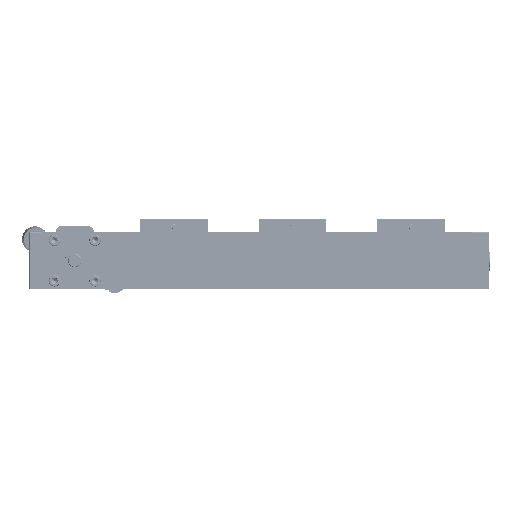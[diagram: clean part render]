
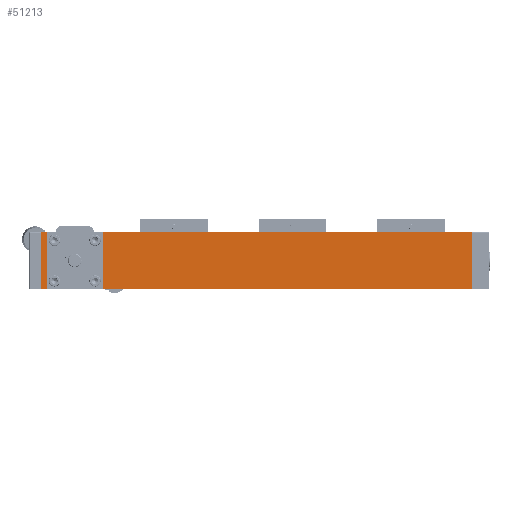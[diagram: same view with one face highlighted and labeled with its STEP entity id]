
A CAD part, left-side view. The second image highlights one B-rep face of the part: STEP entity #51213.
In plain terms, the highlighted planar face has unit normal (-1, 0, 0).
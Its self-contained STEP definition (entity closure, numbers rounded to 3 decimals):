
#898=LINE('',#68379,#4364);
#900=LINE('',#68383,#4366);
#902=LINE('',#68387,#4368);
#904=LINE('',#68391,#4370);
#4364=VECTOR('',#57597,1000.);
#4366=VECTOR('',#57601,1000.);
#4368=VECTOR('',#57605,1000.);
#4370=VECTOR('',#57609,1000.);
#9092=ORIENTED_EDGE('',*,*,#19419,.T.);
#9093=ORIENTED_EDGE('',*,*,#19658,.T.);
#9094=ORIENTED_EDGE('',*,*,#19657,.T.);
#9095=ORIENTED_EDGE('',*,*,#19656,.T.);
#9096=ORIENTED_EDGE('',*,*,#19655,.T.);
#9097=ORIENTED_EDGE('',*,*,#19654,.F.);
#9098=ORIENTED_EDGE('',*,*,#19652,.F.);
#9099=ORIENTED_EDGE('',*,*,#19650,.T.);
#9100=ORIENTED_EDGE('',*,*,#19648,.T.);
#19419=EDGE_CURVE('',#24819,#24819,#28505,.T.);
#19648=EDGE_CURVE('',#24992,#24991,#898,.T.);
#19650=EDGE_CURVE('',#24993,#24992,#900,.T.);
#19652=EDGE_CURVE('',#24993,#24994,#902,.T.);
#19654=EDGE_CURVE('',#24994,#24991,#904,.T.);
#19655=EDGE_CURVE('',#24995,#24995,#28561,.T.);
#19656=EDGE_CURVE('',#24996,#24996,#28562,.T.);
#19657=EDGE_CURVE('',#24997,#24997,#28563,.T.);
#19658=EDGE_CURVE('',#24998,#24998,#28564,.T.);
#24819=VERTEX_POINT('',#67875);
#24991=VERTEX_POINT('',#68378);
#24992=VERTEX_POINT('',#68380);
#24993=VERTEX_POINT('',#68384);
#24994=VERTEX_POINT('',#68388);
#24995=VERTEX_POINT('',#68394);
#24996=VERTEX_POINT('',#68397);
#24997=VERTEX_POINT('',#68400);
#24998=VERTEX_POINT('',#68403);
#28505=CIRCLE('',#53399,2.459);
#28561=CIRCLE('',#53594,15.);
#28562=CIRCLE('',#53596,2.459);
#28563=CIRCLE('',#53598,2.459);
#28564=CIRCLE('',#53600,2.459);
#29980=EDGE_LOOP('',(#9092));
#29981=EDGE_LOOP('',(#9093));
#29982=EDGE_LOOP('',(#9094));
#29983=EDGE_LOOP('',(#9095));
#29984=EDGE_LOOP('',(#9096));
#29985=EDGE_LOOP('',(#9097,#9098,#9099,#9100));
#32852=FACE_BOUND('',#29980,.T.);
#32853=FACE_BOUND('',#29981,.T.);
#32854=FACE_BOUND('',#29982,.T.);
#32855=FACE_BOUND('',#29983,.T.);
#32856=FACE_BOUND('',#29984,.T.);
#32857=FACE_BOUND('',#29985,.T.);
#35627=PLANE('',#53601);
#51213=ADVANCED_FACE('',(#32852,#32853,#32854,#32855,#32856,#32857),#35627,
 .F.);
#53399=AXIS2_PLACEMENT_3D('',#67874,#57074,#57075);
#53594=AXIS2_PLACEMENT_3D('',#68393,#57612,#57613);
#53596=AXIS2_PLACEMENT_3D('',#68396,#57616,#57617);
#53598=AXIS2_PLACEMENT_3D('',#68399,#57620,#57621);
#53600=AXIS2_PLACEMENT_3D('',#68402,#57624,#57625);
#53601=AXIS2_PLACEMENT_3D('',#68404,#57626,#57627);
#57074=DIRECTION('',(1.,0.,0.));
#57075=DIRECTION('',(0.,0.,-1.));
#57597=DIRECTION('',(0.,0.,1.));
#57601=DIRECTION('',(0.,-1.,0.));
#57605=DIRECTION('',(0.,0.,1.));
#57609=DIRECTION('',(0.,-1.,0.));
#57612=DIRECTION('',(1.,0.,0.));
#57613=DIRECTION('',(0.,-1.,0.));
#57616=DIRECTION('',(1.,0.,0.));
#57617=DIRECTION('',(0.,0.,1.));
#57620=DIRECTION('',(1.,0.,0.));
#57621=DIRECTION('',(0.,0.,1.));
#57624=DIRECTION('',(1.,0.,0.));
#57625=DIRECTION('',(0.,0.,-1.));
#57626=DIRECTION('',(1.,0.,0.));
#57627=DIRECTION('',(0.,0.,-1.));
#67874=CARTESIAN_POINT('',(-25.,134.,18.));
#67875=CARTESIAN_POINT('',(-25.,134.,15.542));
#68378=CARTESIAN_POINT('',(-25.,-200.,25.));
#68379=CARTESIAN_POINT('',(-25.,-200.,-25.));
#68380=CARTESIAN_POINT('',(-25.,-200.,-25.));
#68383=CARTESIAN_POINT('',(-25.,102.,-25.));
#68384=CARTESIAN_POINT('',(-25.,182.,-25.));
#68387=CARTESIAN_POINT('',(-25.,182.,-25.));
#68388=CARTESIAN_POINT('',(-25.,182.,25.));
#68391=CARTESIAN_POINT('',(-25.,101.937,25.));
#68393=CARTESIAN_POINT('',(-25.,152.,0.));
#68394=CARTESIAN_POINT('',(-25.,137.,0.));
#68396=CARTESIAN_POINT('',(-25.,170.,-18.));
#68397=CARTESIAN_POINT('',(-25.,170.,-15.542));
#68399=CARTESIAN_POINT('',(-25.,170.,18.));
#68400=CARTESIAN_POINT('',(-25.,170.,20.459));
#68402=CARTESIAN_POINT('',(-25.,134.,-18.));
#68403=CARTESIAN_POINT('',(-25.,134.,-20.459));
#68404=CARTESIAN_POINT('',(-25.,102.,-25.));
